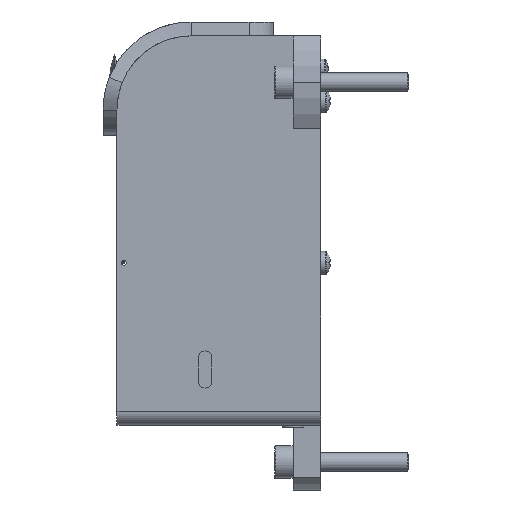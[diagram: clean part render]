
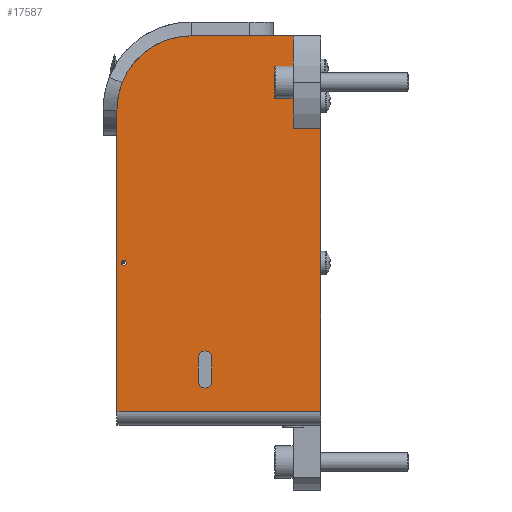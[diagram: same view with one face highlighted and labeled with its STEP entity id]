
A CAD part, left-side view. The second image highlights one B-rep face of the part: STEP entity #17587.
In plain terms, the highlighted planar face has unit normal (-1, 0, 0).
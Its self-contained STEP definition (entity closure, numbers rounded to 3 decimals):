
#262 = CIRCLE ( 'NONE', #13640, 0.5 ) ;
#608 = CIRCLE ( 'NONE', #2881, 16. ) ;
#1989 = DIRECTION ( 'NONE',  ( 0., -1., 0. ) ) ;
#1990 = DIRECTION ( 'NONE',  ( 1., 0., 0. ) ) ;
#1991 = CARTESIAN_POINT ( 'NONE',  ( -15.157, -15.195, -7.909 ) ) ;
#2132 = AXIS2_PLACEMENT_3D ( 'NONE', #11621, #11620, #11619 ) ;
#2172 = AXIS2_PLACEMENT_3D ( 'NONE', #11574, #11573, #11572 ) ;
#2205 = AXIS2_PLACEMENT_3D ( 'NONE', #11654, #11653, #11651 ) ;
#2345 = EDGE_CURVE ( 'NONE', #18313, #12142, #3507, .T. ) ;
#2371 = EDGE_CURVE ( 'NONE', #12142, #12961, #4356, .T. ) ;
#2478 = EDGE_CURVE ( 'NONE', #12664, #12832, #3871, .T. ) ;
#2481 = EDGE_CURVE ( 'NONE', #12664, #18584, #3861, .T. ) ;
#2482 = EDGE_CURVE ( 'NONE', #12854, #18325, #3853, .T. ) ;
#2483 = EDGE_CURVE ( 'NONE', #18325, #12933, #3858, .T. ) ;
#2484 = EDGE_CURVE ( 'NONE', #18287, #12854, #3851, .T. ) ;
#2495 = EDGE_CURVE ( 'NONE', #18280, #18277, #3808, .T. ) ;
#2506 = EDGE_CURVE ( 'NONE', #12832, #12961, #3739, .T. ) ;
#2507 = EDGE_CURVE ( 'NONE', #12933, #18287, #3738, .T. ) ;
#2537 = EDGE_CURVE ( 'NONE', #18301, #18313, #3579, .T. ) ;
#2881 = AXIS2_PLACEMENT_3D ( 'NONE', #1991, #1990, #1989 ) ;
#3344 = VECTOR ( 'NONE', #11740, 1000. ) ;
#3507 = LINE ( 'NONE', #11744, #3344 ) ;
#3575 = VECTOR ( 'NONE', #11494, 1000. ) ;
#3579 = LINE ( 'NONE', #11500, #3575 ) ;
#3728 = VECTOR ( 'NONE', #11600, 1000. ) ;
#3738 = CIRCLE ( 'NONE', #2172, 1.5 ) ;
#3739 = LINE ( 'NONE', #11601, #3728 ) ;
#3808 = CIRCLE ( 'NONE', #2132, 0.5 ) ;
#3829 = VECTOR ( 'NONE', #11650, 1000. ) ;
#3840 = VECTOR ( 'NONE', #11661, 1000. ) ;
#3851 = LINE ( 'NONE', #11657, #3829 ) ;
#3852 = VECTOR ( 'NONE', #11660, 1000. ) ;
#3853 = CIRCLE ( 'NONE', #2205, 1.5 ) ;
#3858 = LINE ( 'NONE', #11655, #3840 ) ;
#3860 = VECTOR ( 'NONE', #11668, 1000. ) ;
#3861 = LINE ( 'NONE', #11667, #3852 ) ;
#3871 = LINE ( 'NONE', #11670, #3860 ) ;
#4350 = VECTOR ( 'NONE', #11169, 1000. ) ;
#4356 = LINE ( 'NONE', #11355, #4350 ) ;
#4780 = EDGE_CURVE ( 'NONE', #18584, #18301, #608, .T. ) ;
#5041 = EDGE_CURVE ( 'NONE', #18277, #18280, #262, .T. ) ;
#6099 = FACE_BOUND ( 'NONE', #6579, .T. ) ;
#6113 = FACE_OUTER_BOUND ( 'NONE', #6575, .T. ) ;
#6116 = FACE_BOUND ( 'NONE', #6581, .T. ) ;
#6575 = EDGE_LOOP ( 'NONE', ( #17849, #18228, #18397, #17965, #18872, #18793, #18522 ) ) ;
#6579 = EDGE_LOOP ( 'NONE', ( #18823, #18097 ) ) ;
#6581 = EDGE_LOOP ( 'NONE', ( #17911, #18827, #18557, #17933 ) ) ;
#9005 = DIRECTION ( 'NONE',  ( 0., -1., 0. ) ) ;
#9010 = DIRECTION ( 'NONE',  ( -1., 0., 0. ) ) ;
#9012 = CARTESIAN_POINT ( 'NONE',  ( -15.157, 0.805, -75.909 ) ) ;
#9019 = PLANE ( 'NONE',  #12558 ) ;
#9301 = CARTESIAN_POINT ( 'NONE',  ( -15.157, 0.805, -7.909 ) ) ;
#9423 = CARTESIAN_POINT ( 'NONE',  ( -15.157, -16.695, -61.409 ) ) ;
#9426 = CARTESIAN_POINT ( 'NONE',  ( -15.157, -37.195, 8.091 ) ) ;
#9434 = CARTESIAN_POINT ( 'NONE',  ( -15.157, -19.695, -66.409 ) ) ;
#9435 = CARTESIAN_POINT ( 'NONE',  ( -15.157, -15.195, 8.091 ) ) ;
#9440 = CARTESIAN_POINT ( 'NONE',  ( -15.157, -0.695, -40.409 ) ) ;
#9464 = CARTESIAN_POINT ( 'NONE',  ( -15.157, -0.695, -41.409 ) ) ;
#9890 = CARTESIAN_POINT ( 'NONE',  ( -15.157, -43.195, -11.909 ) ) ;
#9927 = CARTESIAN_POINT ( 'NONE',  ( -15.157, -16.695, -66.409 ) ) ;
#10076 = CARTESIAN_POINT ( 'NONE',  ( -15.157, -43.195, -72.909 ) ) ;
#10089 = CARTESIAN_POINT ( 'NONE',  ( -15.157, -19.695, -61.409 ) ) ;
#10271 = CARTESIAN_POINT ( 'NONE',  ( -15.157, 0.805, -72.909 ) ) ;
#10571 = CARTESIAN_POINT ( 'NONE',  ( -15.157, -37.195, -11.909 ) ) ;
#10888 = DIRECTION ( 'NONE',  ( 0., 0., -1. ) ) ;
#10890 = DIRECTION ( 'NONE',  ( 1., 0., 0. ) ) ;
#10891 = CARTESIAN_POINT ( 'NONE',  ( -15.157, -0.695, -40.909 ) ) ;
#11169 = DIRECTION ( 'NONE',  ( 0., -1., 0. ) ) ;
#11355 = CARTESIAN_POINT ( 'NONE',  ( -15.157, -43.195, -11.909 ) ) ;
#11494 = DIRECTION ( 'NONE',  ( 0., -1., 0. ) ) ;
#11500 = CARTESIAN_POINT ( 'NONE',  ( -15.157, 0.805, 8.091 ) ) ;
#11572 = DIRECTION ( 'NONE',  ( 0., 1., 0. ) ) ;
#11573 = DIRECTION ( 'NONE',  ( -1., 0., 0. ) ) ;
#11574 = CARTESIAN_POINT ( 'NONE',  ( -15.157, -18.195, -66.409 ) ) ;
#11600 = DIRECTION ( 'NONE',  ( 0., 0., 1. ) ) ;
#11601 = CARTESIAN_POINT ( 'NONE',  ( -15.157, -43.195, -75.909 ) ) ;
#11619 = DIRECTION ( 'NONE',  ( 0., 0., -1. ) ) ;
#11620 = DIRECTION ( 'NONE',  ( 1., 0., 0. ) ) ;
#11621 = CARTESIAN_POINT ( 'NONE',  ( -15.157, -0.695, -40.909 ) ) ;
#11650 = DIRECTION ( 'NONE',  ( 0., 0., 1. ) ) ;
#11651 = DIRECTION ( 'NONE',  ( 0., -1., 0. ) ) ;
#11653 = DIRECTION ( 'NONE',  ( -1., 0., 0. ) ) ;
#11654 = CARTESIAN_POINT ( 'NONE',  ( -15.157, -18.195, -61.409 ) ) ;
#11655 = CARTESIAN_POINT ( 'NONE',  ( -15.157, -16.695, -66.409 ) ) ;
#11657 = CARTESIAN_POINT ( 'NONE',  ( -15.157, -19.695, -66.409 ) ) ;
#11660 = DIRECTION ( 'NONE',  ( 0., 0., 1. ) ) ;
#11661 = DIRECTION ( 'NONE',  ( 0., 0., -1. ) ) ;
#11667 = CARTESIAN_POINT ( 'NONE',  ( -15.157, 0.805, -75.909 ) ) ;
#11668 = DIRECTION ( 'NONE',  ( 0., -1., 0. ) ) ;
#11670 = CARTESIAN_POINT ( 'NONE',  ( -15.157, -43.195, -72.909 ) ) ;
#11740 = DIRECTION ( 'NONE',  ( 0., 0., -1. ) ) ;
#11744 = CARTESIAN_POINT ( 'NONE',  ( -15.157, -37.195, 8.091 ) ) ;
#12142 = VERTEX_POINT ( 'NONE', #10571 ) ;
#12558 = AXIS2_PLACEMENT_3D ( 'NONE', #9012, #9010, #9005 ) ;
#12664 = VERTEX_POINT ( 'NONE', #10271 ) ;
#12832 = VERTEX_POINT ( 'NONE', #10076 ) ;
#12854 = VERTEX_POINT ( 'NONE', #10089 ) ;
#12933 = VERTEX_POINT ( 'NONE', #9927 ) ;
#12961 = VERTEX_POINT ( 'NONE', #9890 ) ;
#13640 = AXIS2_PLACEMENT_3D ( 'NONE', #10891, #10890, #10888 ) ;
#17587 = ADVANCED_FACE ( 'NONE', ( #6116, #6099, #6113 ), #9019, .T. ) ;
#17849 = ORIENTED_EDGE ( 'NONE', *, *, #2371, .F. ) ;
#17911 = ORIENTED_EDGE ( 'NONE', *, *, #2507, .F. ) ;
#17933 = ORIENTED_EDGE ( 'NONE', *, *, #2484, .F. ) ;
#17965 = ORIENTED_EDGE ( 'NONE', *, *, #4780, .F. ) ;
#18097 = ORIENTED_EDGE ( 'NONE', *, *, #5041, .T. ) ;
#18228 = ORIENTED_EDGE ( 'NONE', *, *, #2345, .F. ) ;
#18277 = VERTEX_POINT ( 'NONE', #9440 ) ;
#18280 = VERTEX_POINT ( 'NONE', #9464 ) ;
#18287 = VERTEX_POINT ( 'NONE', #9434 ) ;
#18301 = VERTEX_POINT ( 'NONE', #9435 ) ;
#18313 = VERTEX_POINT ( 'NONE', #9426 ) ;
#18325 = VERTEX_POINT ( 'NONE', #9423 ) ;
#18397 = ORIENTED_EDGE ( 'NONE', *, *, #2537, .F. ) ;
#18522 = ORIENTED_EDGE ( 'NONE', *, *, #2506, .T. ) ;
#18557 = ORIENTED_EDGE ( 'NONE', *, *, #2482, .F. ) ;
#18584 = VERTEX_POINT ( 'NONE', #9301 ) ;
#18793 = ORIENTED_EDGE ( 'NONE', *, *, #2478, .T. ) ;
#18823 = ORIENTED_EDGE ( 'NONE', *, *, #2495, .T. ) ;
#18827 = ORIENTED_EDGE ( 'NONE', *, *, #2483, .F. ) ;
#18872 = ORIENTED_EDGE ( 'NONE', *, *, #2481, .F. ) ;
